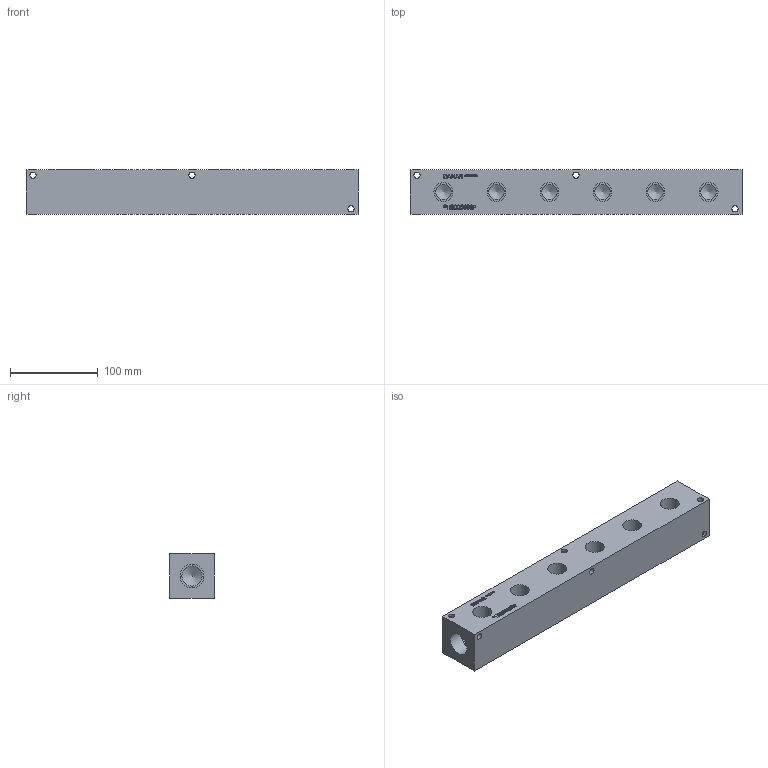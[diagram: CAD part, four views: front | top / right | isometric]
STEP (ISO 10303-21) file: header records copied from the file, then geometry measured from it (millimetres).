
FILE_DESCRIPTION(/* description */ (''),/* implementation_level */ '2;1');
FILE_NAME(/* name */ '_H0000608P.stp',/* time_stamp */ '2020-08-17T11:28:17-04:00',/* author */ ('alexanderw'),/* organization */ (''),/* preprocessor_version */ 'ST-DEVELOPER v17',/* originating_system */ 'Autodesk Inventor 2019',/* authorisation */ '');
FILE_SCHEMA (('AUTOMOTIVE_DESIGN { 1 0 10303 214 3 1 1 }'));
Length unit declared in the file: millimetre
Products named in the file (1): Part_+H0000608P_3D
Bounding box: 377.82 x 50.8 x 50.8 mm (x, y, z)
Volume: 906100.7 mm3; surface area: 97662.3 mm2
Topology: 1 solids, 1 shells, 360 faces, 979 edges, 654 vertices
Faces by surface type: plane 210, bspline 114, cylinder 28, cone 8
Full cylindrical faces by diameter (mm): 7.137 x12, 17.475 x6, 21.59 x6, 23.012 x2, 26.924 x2
Entity records: 12219 total; most frequent: CARTESIAN_POINT 3468, ORIENTED_EDGE 1942, DIRECTION 1323, EDGE_CURVE 971, LINE 657, VECTOR 657, VERTEX_POINT 654, EDGE_LOOP 419
